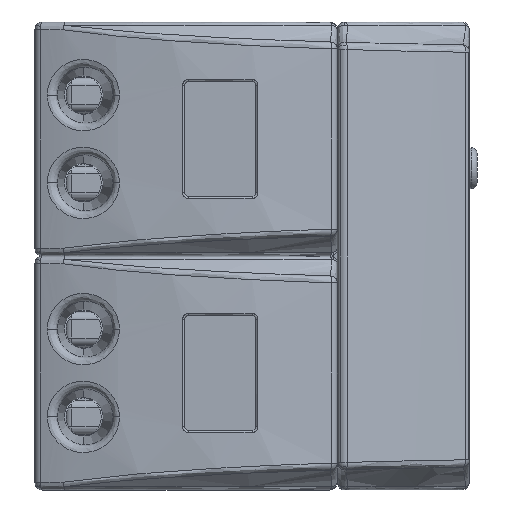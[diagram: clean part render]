
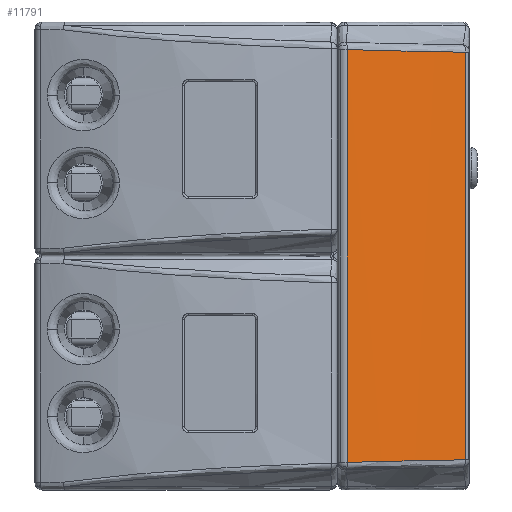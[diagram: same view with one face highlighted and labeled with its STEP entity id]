
A CAD part, left-side view. The second image highlights one B-rep face of the part: STEP entity #11791.
In plain terms, the highlighted cylindrical face has radius 500 mm (diameter 1000 mm), a partial arc.
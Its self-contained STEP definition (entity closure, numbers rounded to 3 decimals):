
#194 = CARTESIAN_POINT ( 'NONE',  ( -73.503, -56.293, 209.007 ) ) ;
#580 = CARTESIAN_POINT ( 'NONE',  ( -128.384, 52.898, 211.34 ) ) ;
#1493 = EDGE_CURVE ( 'NONE', #53947, #6565, #49295, .T. ) ;
#3837 = LINE ( 'NONE', #32769, #69001 ) ;
#4371 = DIRECTION ( 'NONE',  ( 0.94, -0.341, 0. ) ) ;
#6565 = VERTEX_POINT ( 'NONE', #194 ) ;
#8222 = AXIS2_PLACEMENT_3D ( 'NONE', #15788, #43341, #4371 ) ;
#8898 = EDGE_CURVE ( 'NONE', #47232, #37470, #20416, .T. ) ;
#11791 = ADVANCED_FACE ( 'NONE', ( #26847 ), #64115, .T. ) ;
#13595 = DIRECTION ( 'NONE',  ( 0., 0., 1. ) ) ;
#15788 = CARTESIAN_POINT ( 'NONE',  ( 342.834, 220.589, 0. ) ) ;
#16287 = ORIENTED_EDGE ( 'NONE', *, *, #8898, .F. ) ;
#16675 = CARTESIAN_POINT ( 'NONE',  ( -87.473, -34.611, 209.353 ) ) ;
#17727 = CARTESIAN_POINT ( 'NONE',  ( -73.503, -56.293, 209.007 ) ) ;
#18857 = CARTESIAN_POINT ( 'NONE',  ( -128.384, 52.898, -211.34 ) ) ;
#20416 = B_SPLINE_CURVE_WITH_KNOTS ( 'NONE', 3,
 ( #22909, #44744, #62528, #28271, #56797, #18857, #33632 ),
 .UNSPECIFIED., .F., .F.,
 ( 4, 1, 1, 1, 4 ),
 ( 0., 0.286, 0.429, 0.714, 1. ),
 .UNSPECIFIED. ) ;
#22909 = CARTESIAN_POINT ( 'NONE',  ( -73.503, -56.293, -209.007 ) ) ;
#26847 = FACE_OUTER_BOUND ( 'NONE', #46960, .T. ) ;
#28271 = CARTESIAN_POINT ( 'NONE',  ( -105.91, -0.59, -210.012 ) ) ;
#28463 = CARTESIAN_POINT ( 'NONE',  ( -132.391, 65.15, 211.71 ) ) ;
#28546 = CARTESIAN_POINT ( 'NONE',  ( -132.391, 65.15, 211.71 ) ) ;
#32402 = DIRECTION ( 'NONE',  ( 0., 0., -1. ) ) ;
#32769 = CARTESIAN_POINT ( 'NONE',  ( -73.503, -56.293, 0. ) ) ;
#33502 = VECTOR ( 'NONE', #13595, 1000. ) ;
#33632 = CARTESIAN_POINT ( 'NONE',  ( -132.391, 65.15, -211.71 ) ) ;
#37470 = VERTEX_POINT ( 'NONE', #38727 ) ;
#38727 = CARTESIAN_POINT ( 'NONE',  ( -132.391, 65.15, -211.71 ) ) ;
#38847 = CARTESIAN_POINT ( 'NONE',  ( -119.42, 28.702, 210.677 ) ) ;
#40101 = ORIENTED_EDGE ( 'NONE', *, *, #53870, .F. ) ;
#43341 = DIRECTION ( 'NONE',  ( 0., 0., 1. ) ) ;
#43873 = CARTESIAN_POINT ( 'NONE',  ( -103.208, -6.448, 209.88 ) ) ;
#44744 = CARTESIAN_POINT ( 'NONE',  ( -80.644, -45.555, -209.172 ) ) ;
#45800 = CARTESIAN_POINT ( 'NONE',  ( -132.391, 65.15, 0. ) ) ;
#46960 = EDGE_LOOP ( 'NONE', ( #16287, #60806, #62024, #40101 ) ) ;
#47232 = VERTEX_POINT ( 'NONE', #53223 ) ;
#49295 = B_SPLINE_CURVE_WITH_KNOTS ( 'NONE', 3,
 ( #28463, #580, #38847, #43873, #16675, #54603, #17727 ),
 .UNSPECIFIED., .F., .F.,
 ( 4, 1, 1, 1, 4 ),
 ( 0., 0.286, 0.571, 0.857, 1. ),
 .UNSPECIFIED. ) ;
#53223 = CARTESIAN_POINT ( 'NONE',  ( -73.503, -56.293, -209.007 ) ) ;
#53870 = EDGE_CURVE ( 'NONE', #37470, #53947, #62614, .T. ) ;
#53947 = VERTEX_POINT ( 'NONE', #28546 ) ;
#54603 = CARTESIAN_POINT ( 'NONE',  ( -77.074, -50.924, 209.09 ) ) ;
#54808 = EDGE_CURVE ( 'NONE', #6565, #47232, #3837, .T. ) ;
#56797 = CARTESIAN_POINT ( 'NONE',  ( -119.42, 28.702, -210.677 ) ) ;
#60806 = ORIENTED_EDGE ( 'NONE', *, *, #54808, .F. ) ;
#62024 = ORIENTED_EDGE ( 'NONE', *, *, #1493, .F. ) ;
#62528 = CARTESIAN_POINT ( 'NONE',  ( -90.732, -29.035, -209.452 ) ) ;
#62614 = LINE ( 'NONE', #45800, #33502 ) ;
#64115 = CYLINDRICAL_SURFACE ( 'NONE', #8222, 500. ) ;
#69001 = VECTOR ( 'NONE', #32402, 1000. ) ;
